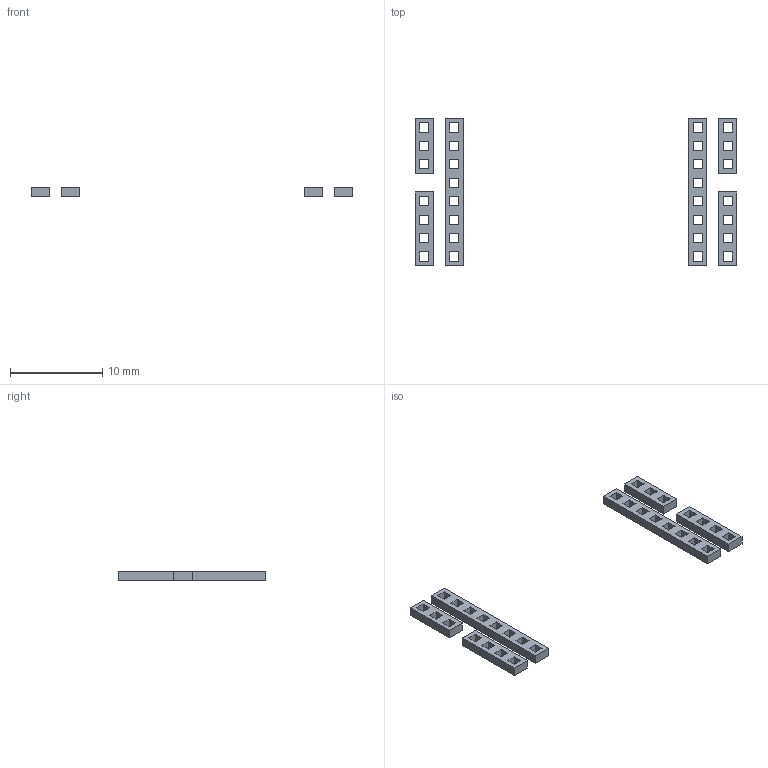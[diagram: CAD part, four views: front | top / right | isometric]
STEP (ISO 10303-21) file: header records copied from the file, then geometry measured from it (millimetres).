
FILE_DESCRIPTION(/* description */ ('','CAx-IF Rec.Pracs.---Representation and Presentation of Product Manufacturing Information (PMI)---4.0---2014-10-13'),/* implementation_level */ '2;1');
FILE_NAME(/* name */ 'esp32_breakout_pins v1.step',/* time_stamp */ '2025-04-07T01:25:28-04:00',/* author */ (''),/* organization */ (''),/* preprocessor_version */ 'ST-DEVELOPER v20',/* originating_system */ 'Autodesk Translation Framework v13.20.0.188',/* authorisation */ '');
FILE_SCHEMA (('AP242_MANAGED_MODEL_BASED_3D_ENGINEERING_MIM_LF { 1 0 10303 442 1 1 4 }'));
Length unit declared in the file: millimetre
Products named in the file (1): throughHole
Bounding box: 34.9 x 16 x 1 mm (x, y, z)
Volume: 114 mm3; surface area: 560 mm2
Topology: 7 solids, 7 shells, 194 faces, 540 edges, 360 vertices
Faces by surface type: plane 194
Entity records: 6270 total; most frequent: CARTESIAN_POINT 1095, ORIENTED_EDGE 1080, DIRECTION 930, LINE 540, VECTOR 540, EDGE_CURVE 540, VERTEX_POINT 360, EDGE_LOOP 270
